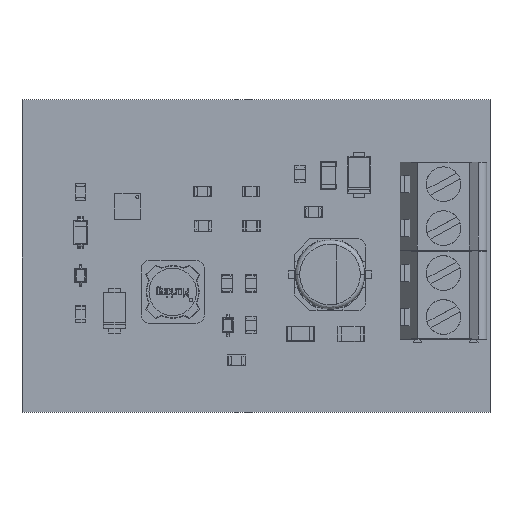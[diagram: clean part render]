
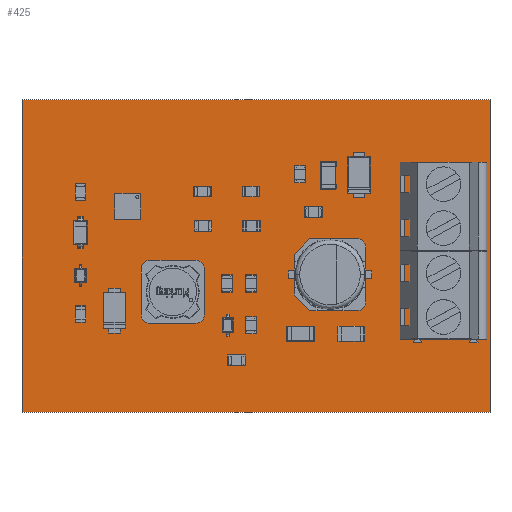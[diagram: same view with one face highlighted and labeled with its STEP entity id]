
A CAD part, top view. The second image highlights one B-rep face of the part: STEP entity #425.
In plain terms, the highlighted planar face has unit normal (0, 0, 1).
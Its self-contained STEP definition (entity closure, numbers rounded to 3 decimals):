
#152 = VERTEX_POINT('',#153);
#153 = CARTESIAN_POINT('',(0.,0.,0.411));
#159 = EDGE_CURVE('',#152,#160,#162,.T.);
#160 = VERTEX_POINT('',#161);
#161 = CARTESIAN_POINT('',(54.102,0.,0.411));
#162 = LINE('',#163,#164);
#163 = CARTESIAN_POINT('',(0.,0.,0.411));
#164 = VECTOR('',#165,1.);
#165 = DIRECTION('',(1.,0.,0.));
#190 = EDGE_CURVE('',#160,#191,#193,.T.);
#191 = VERTEX_POINT('',#192);
#192 = CARTESIAN_POINT('',(54.102,36.144,0.411));
#193 = LINE('',#194,#195);
#194 = CARTESIAN_POINT('',(54.102,0.,0.411));
#195 = VECTOR('',#196,1.);
#196 = DIRECTION('',(0.,1.,0.));
#221 = EDGE_CURVE('',#191,#222,#224,.T.);
#222 = VERTEX_POINT('',#223);
#223 = CARTESIAN_POINT('',(0.,36.144,0.411));
#224 = LINE('',#225,#226);
#225 = CARTESIAN_POINT('',(54.102,36.144,0.411));
#226 = VECTOR('',#227,1.);
#227 = DIRECTION('',(-1.,0.,0.));
#252 = EDGE_CURVE('',#222,#152,#253,.T.);
#253 = LINE('',#254,#255);
#254 = CARTESIAN_POINT('',(0.,36.144,0.411));
#255 = VECTOR('',#256,1.);
#256 = DIRECTION('',(0.,-1.,0.));
#276 = VERTEX_POINT('',#277);
#277 = CARTESIAN_POINT('',(49.317,21.346,0.411));
#283 = EDGE_CURVE('',#276,#276,#284,.T.);
#284 = CIRCLE('',#285,0.6);
#285 = AXIS2_PLACEMENT_3D('',#286,#287,#288);
#286 = CARTESIAN_POINT('',(48.717,21.346,0.411));
#287 = DIRECTION('',(0.,0.,1.));
#288 = DIRECTION('',(1.,0.,-0.));
#309 = VERTEX_POINT('',#310);
#310 = CARTESIAN_POINT('',(49.317,26.355,0.411));
#316 = EDGE_CURVE('',#309,#309,#317,.T.);
#317 = CIRCLE('',#318,0.6);
#318 = AXIS2_PLACEMENT_3D('',#319,#320,#321);
#319 = CARTESIAN_POINT('',(48.717,26.355,0.411));
#320 = DIRECTION('',(0.,0.,1.));
#321 = DIRECTION('',(1.,0.,-0.));
#342 = VERTEX_POINT('',#343);
#343 = CARTESIAN_POINT('',(49.317,11.069,0.411));
#349 = EDGE_CURVE('',#342,#342,#350,.T.);
#350 = CIRCLE('',#351,0.6);
#351 = AXIS2_PLACEMENT_3D('',#352,#353,#354);
#352 = CARTESIAN_POINT('',(48.717,11.069,0.411));
#353 = DIRECTION('',(0.,0.,1.));
#354 = DIRECTION('',(1.,0.,-0.));
#375 = VERTEX_POINT('',#376);
#376 = CARTESIAN_POINT('',(49.317,16.078,0.411));
#382 = EDGE_CURVE('',#375,#375,#383,.T.);
#383 = CIRCLE('',#384,0.6);
#384 = AXIS2_PLACEMENT_3D('',#385,#386,#387);
#385 = CARTESIAN_POINT('',(48.717,16.078,0.411));
#386 = DIRECTION('',(0.,0.,1.));
#387 = DIRECTION('',(1.,0.,-0.));
#425 = ADVANCED_FACE('',(#426,#432,#435,#438,#441),#444,.T.);
#426 = FACE_BOUND('',#427,.T.);
#427 = EDGE_LOOP('',(#428,#429,#430,#431));
#428 = ORIENTED_EDGE('',*,*,#159,.T.);
#429 = ORIENTED_EDGE('',*,*,#190,.T.);
#430 = ORIENTED_EDGE('',*,*,#221,.T.);
#431 = ORIENTED_EDGE('',*,*,#252,.T.);
#432 = FACE_BOUND('',#433,.T.);
#433 = EDGE_LOOP('',(#434));
#434 = ORIENTED_EDGE('',*,*,#283,.F.);
#435 = FACE_BOUND('',#436,.T.);
#436 = EDGE_LOOP('',(#437));
#437 = ORIENTED_EDGE('',*,*,#316,.F.);
#438 = FACE_BOUND('',#439,.T.);
#439 = EDGE_LOOP('',(#440));
#440 = ORIENTED_EDGE('',*,*,#349,.F.);
#441 = FACE_BOUND('',#442,.T.);
#442 = EDGE_LOOP('',(#443));
#443 = ORIENTED_EDGE('',*,*,#382,.F.);
#444 = PLANE('',#445);
#445 = AXIS2_PLACEMENT_3D('',#446,#447,#448);
#446 = CARTESIAN_POINT('',(27.051,18.072,0.411));
#447 = DIRECTION('',(0.,0.,1.));
#448 = DIRECTION('',(1.,0.,-0.));
